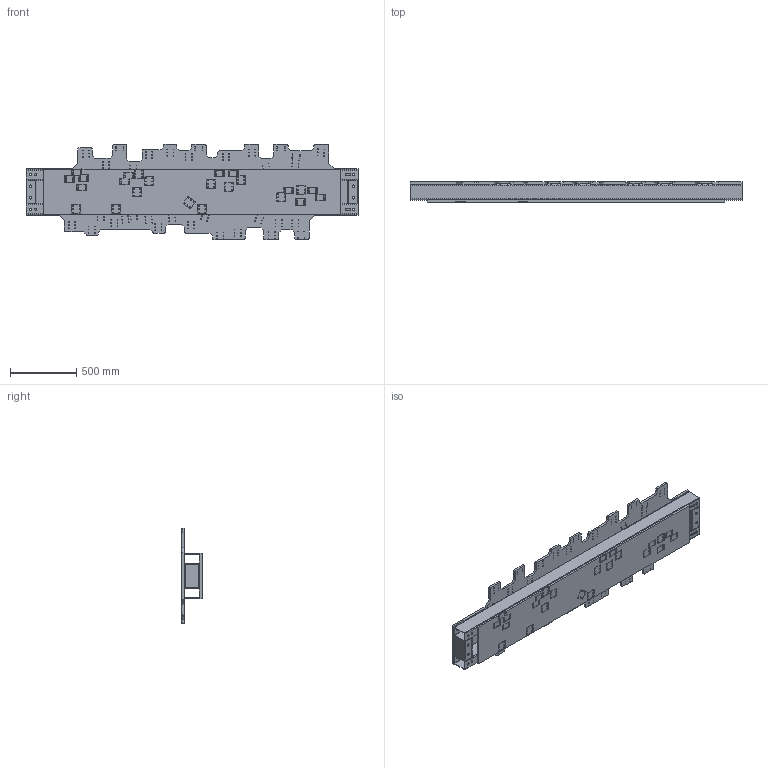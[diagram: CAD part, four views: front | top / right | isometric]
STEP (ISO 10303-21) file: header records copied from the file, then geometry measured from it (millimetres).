
FILE_DESCRIPTION (( 'STEP AP203' ), '1' );
FILE_NAME ('ÄÑÒ21.02.01.06.90.100 Áàçîâàÿ ïëàòôîðìà îñíàñòêè ¹2.STEP', '2022-03-25T05:41:39', ( '' ), ( '' ), 'SwSTEP 2.0', 'SolidWorks 2021', '' );
FILE_SCHEMA (( 'CONFIG_CONTROL_DESIGN' ));
Length unit declared in the file: millimetre
Products named in the file (6): ���21.02.01.05.90.105 ����� 2508_�� 㬮�砭��; ���21.02.01.05.90.103 ����� 180_�� 㬮�砭��; ���21.02.01.06.90.102 ������� ����� ������_�� 㬮�砭��; ÄÑÒ21.02.01.06.90.100 Áàçîâàÿ ïëàòôîðìà îñíàñòêè ¹2; ���21.02.01.05.90.104 ����� 180-2_�� 㬮�砭��; ���21.02.01.06.90.101 ������� ����� �������_�� 㬮�砭��
Assembly tree (10 placements, depth 2):
  ÄÑÒ21.02.01.06.90.100 Áàçîâàÿ ïëàòôîðìà îñíàñòêè ¹2
    ���21.02.01.05.90.105 ����� 2508_�� 㬮�砭��  x2
    ���21.02.01.05.90.103 ����� 180_�� 㬮�砭��  x2
    ���21.02.01.06.90.101 ������� ����� �������_�� 㬮�砭��
    ���21.02.01.06.90.102 ������� ����� ������_�� 㬮�砭��
    ���21.02.01.05.90.104 ����� 180-2_�� 㬮�砭��  x4
Bounding box: 2508 x 152 x 720 mm (x, y, z)
Volume: 44380034.1 mm3; surface area: 9215395.3 mm2
Topology: 10 solids, 10 shells, 1903 faces, 5454 edges, 3636 vertices
Faces by surface type: cylinder 1360, plane 543
Entity records: 62650 total; most frequent: DIRECTION 11356, CARTESIAN_POINT 10384, ORIENTED_EDGE 10296, EDGE_CURVE 5148, AXIS2_PLACEMENT_3D 4404, VERTEX_POINT 3432, EDGE_LOOP 2794, CIRCLE 2600
